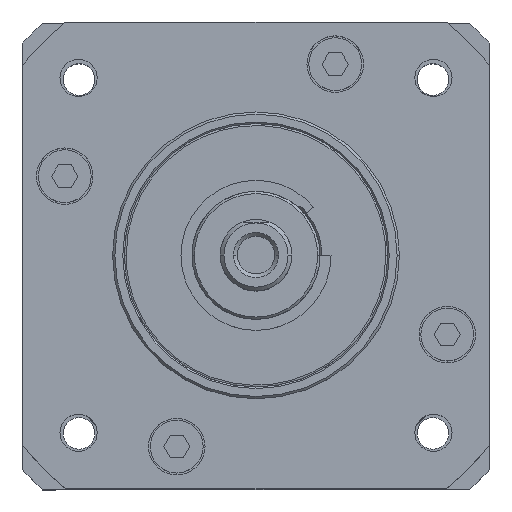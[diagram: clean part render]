
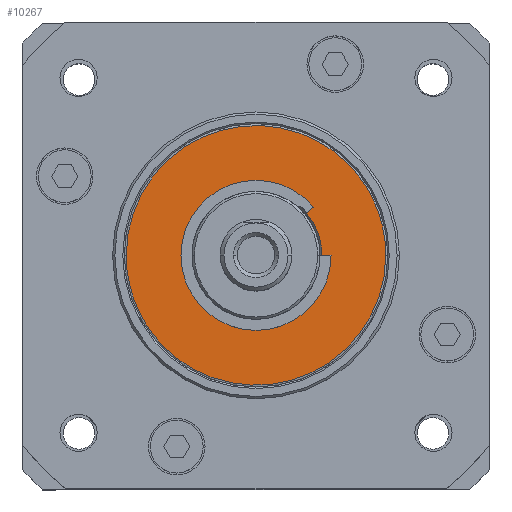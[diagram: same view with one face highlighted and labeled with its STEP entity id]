
A CAD part, top view. The second image highlights one B-rep face of the part: STEP entity #10267.
In plain terms, the highlighted planar face has unit normal (0, 0, 1).
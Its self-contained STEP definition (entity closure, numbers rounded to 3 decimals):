
#22 = ORIENTED_EDGE ( 'NONE', *, *, #15155, .T. ) ;
#73 = DIRECTION ( 'NONE',  ( 0., 0., -1. ) ) ;
#527 = CARTESIAN_POINT ( 'NONE',  ( 15.743, 11.068, 11.1 ) ) ;
#1074 = EDGE_CURVE ( 'NONE', #15634, #13237, #1458, .T. ) ;
#1142 = EDGE_LOOP ( 'NONE', ( #14400, #7179 ) ) ;
#1458 =( BOUNDED_CURVE ( )  B_SPLINE_CURVE ( 3, ( #5548, #1666, #15300, #2909 ),
 .UNSPECIFIED., .F., .T. ) 
 B_SPLINE_CURVE_WITH_KNOTS ( ( 4, 4 ),
 ( 0., 1. ),
 .UNSPECIFIED. ) 
 CURVE ( )  GEOMETRIC_REPRESENTATION_ITEM ( )  RATIONAL_B_SPLINE_CURVE ( ( 1., 0.333, 0.333, 1. ) ) 
 REPRESENTATION_ITEM ( '' )  );
#1564 = PLANE ( 'NONE',  #13780 ) ;
#1666 = CARTESIAN_POINT ( 'NONE',  ( -18.75, 45.561, 11.1 ) ) ;
#1683 = FACE_BOUND ( 'NONE', #8953, .T. ) ;
#2067 = DIRECTION ( 'NONE',  ( 1., 0., 0. ) ) ;
#2894 = CARTESIAN_POINT ( 'NONE',  ( -18.75, 11.068, 11.1 ) ) ;
#2909 = CARTESIAN_POINT ( 'NONE',  ( 15.743, 11.068, 11.1 ) ) ;
#3003 = VERTEX_POINT ( 'NONE', #3782 ) ;
#3782 = CARTESIAN_POINT ( 'NONE',  ( 7.251, 11.068, 11.1 ) ) ;
#4506 = CARTESIAN_POINT ( 'NONE',  ( 15.743, 11.068, 11.1 ) ) ;
#4676 = EDGE_CURVE ( 'NONE', #4685, #3003, #7889, .T. ) ;
#4685 = VERTEX_POINT ( 'NONE', #13071 ) ;
#5127 = DIRECTION ( 'NONE',  ( 1., 0., 0. ) ) ;
#5396 = CIRCLE ( 'NONE', #9955, 8.754 ) ;
#5548 = CARTESIAN_POINT ( 'NONE',  ( -18.75, 11.068, 11.1 ) ) ;
#6119 = CARTESIAN_POINT ( 'NONE',  ( -18.75, 11.068, 11.1 ) ) ;
#7179 = ORIENTED_EDGE ( 'NONE', *, *, #1074, .F. ) ;
#7889 = CIRCLE ( 'NONE', #14413, 8.754 ) ;
#8047 = CARTESIAN_POINT ( 'NONE',  ( -1.503, 11.068, 11.1 ) ) ;
#8710 = ORIENTED_EDGE ( 'NONE', *, *, #4676, .T. ) ;
#8864 = CARTESIAN_POINT ( 'NONE',  ( 15.743, -23.425, 11.1 ) ) ;
#8953 = EDGE_LOOP ( 'NONE', ( #22, #8710 ) ) ;
#9955 = AXIS2_PLACEMENT_3D ( 'NONE', #12439, #73, #5127 ) ;
#10267 = ADVANCED_FACE ( 'NONE', ( #1683, #13092 ), #1564, .T. ) ;
#10428 =( BOUNDED_CURVE ( )  B_SPLINE_CURVE ( 3, ( #527, #8864, #12668, #2894 ),
 .UNSPECIFIED., .F., .T. ) 
 B_SPLINE_CURVE_WITH_KNOTS ( ( 4, 4 ),
 ( 0., 1. ),
 .UNSPECIFIED. ) 
 CURVE ( )  GEOMETRIC_REPRESENTATION_ITEM ( )  RATIONAL_B_SPLINE_CURVE ( ( 1., 0.333, 0.333, 1. ) ) 
 REPRESENTATION_ITEM ( '' )  );
#11159 = DIRECTION ( 'NONE',  ( 0., 0., 1. ) ) ;
#12389 = DIRECTION ( 'NONE',  ( 1., 0., 0. ) ) ;
#12439 = CARTESIAN_POINT ( 'NONE',  ( -1.503, 11.068, 11.1 ) ) ;
#12441 = CARTESIAN_POINT ( 'NONE',  ( -1.503, 11.068, 11.1 ) ) ;
#12668 = CARTESIAN_POINT ( 'NONE',  ( -18.75, -23.425, 11.1 ) ) ;
#12974 = EDGE_CURVE ( 'NONE', #13237, #15634, #10428, .T. ) ;
#13071 = CARTESIAN_POINT ( 'NONE',  ( -10.257, 11.068, 11.1 ) ) ;
#13092 = FACE_OUTER_BOUND ( 'NONE', #1142, .T. ) ;
#13237 = VERTEX_POINT ( 'NONE', #4506 ) ;
#13780 = AXIS2_PLACEMENT_3D ( 'NONE', #12441, #11159, #12389 ) ;
#14276 = DIRECTION ( 'NONE',  ( 0., 0., -1. ) ) ;
#14400 = ORIENTED_EDGE ( 'NONE', *, *, #12974, .F. ) ;
#14413 = AXIS2_PLACEMENT_3D ( 'NONE', #8047, #14276, #2067 ) ;
#15155 = EDGE_CURVE ( 'NONE', #3003, #4685, #5396, .T. ) ;
#15300 = CARTESIAN_POINT ( 'NONE',  ( 15.743, 45.561, 11.1 ) ) ;
#15634 = VERTEX_POINT ( 'NONE', #6119 ) ;
